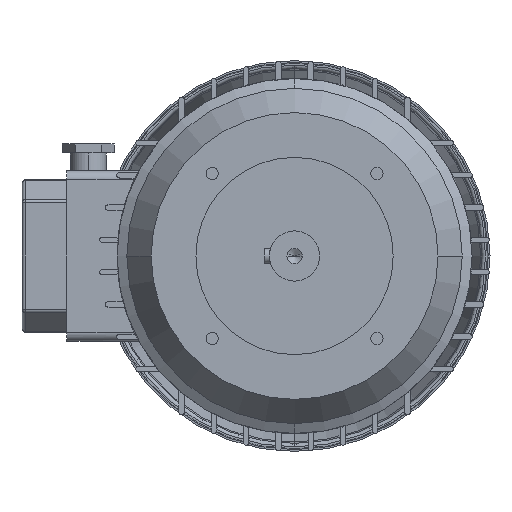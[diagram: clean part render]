
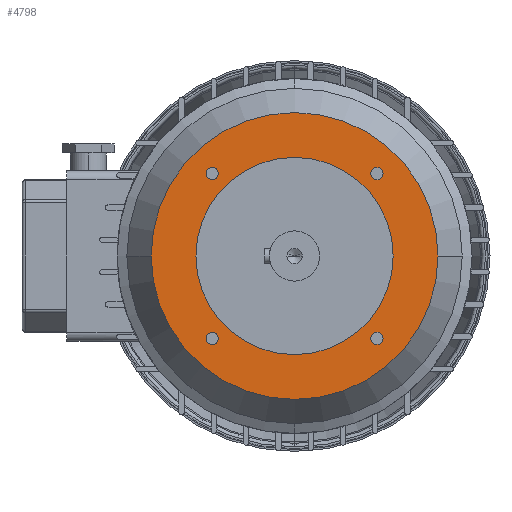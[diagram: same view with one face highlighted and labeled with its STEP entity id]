
A CAD part, left-side view. The second image highlights one B-rep face of the part: STEP entity #4798.
In plain terms, the highlighted face is planar.
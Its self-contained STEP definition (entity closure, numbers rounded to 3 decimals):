
#4618 = VERTEX_POINT ( 'NONE', #13856 ) ;
#4620 = EDGE_CURVE ( 'NONE', #4621, #4618, #13855, .T. ) ;
#4621 = VERTEX_POINT ( 'NONE', #13850 ) ;
#4653 = EDGE_CURVE ( 'NONE', #4682, #4681, #13942, .T. ) ;
#4666 = VERTEX_POINT ( 'NONE', #14008 ) ;
#4668 = EDGE_CURVE ( 'NONE', #4669, #4666, #14007, .T. ) ;
#4669 = VERTEX_POINT ( 'NONE', #14002 ) ;
#4681 = VERTEX_POINT ( 'NONE', #14028 ) ;
#4682 = VERTEX_POINT ( 'NONE', #14027 ) ;
#4683 = VERTEX_POINT ( 'NONE', #14026 ) ;
#4685 = EDGE_CURVE ( 'NONE', #4686, #4683, #14025, .T. ) ;
#4686 = VERTEX_POINT ( 'NONE', #14020 ) ;
#4693 = VERTEX_POINT ( 'NONE', #14047 ) ;
#4694 = VERTEX_POINT ( 'NONE', #14046 ) ;
#4708 = EDGE_CURVE ( 'NONE', #4709, #4710, #14075, .T. ) ;
#4709 = VERTEX_POINT ( 'NONE', #14070 ) ;
#4710 = VERTEX_POINT ( 'NONE', #14069 ) ;
#4776 = EDGE_CURVE ( 'NONE', #4693, #4694, #14238, .T. ) ;
#4777 = EDGE_CURVE ( 'NONE', #4683, #4686, #14279, .T. ) ;
#4779 = EDGE_LOOP ( 'NONE', ( #4780, #4781 ) ) ;
#4780 = ORIENTED_EDGE ( 'NONE', *, *, #4668, .T. ) ;
#4781 = ORIENTED_EDGE ( 'NONE', *, *, #4782, .T. ) ;
#4782 = EDGE_CURVE ( 'NONE', #4666, #4669, #14270, .T. ) ;
#4783 = EDGE_LOOP ( 'NONE', ( #4784, #4785 ) ) ;
#4784 = ORIENTED_EDGE ( 'NONE', *, *, #4653, .T. ) ;
#4785 = ORIENTED_EDGE ( 'NONE', *, *, #4786, .T. ) ;
#4786 = EDGE_CURVE ( 'NONE', #4681, #4682, #14265, .T. ) ;
#4795 = EDGE_CURVE ( 'NONE', #4694, #4693, #14323, .T. ) ;
#4798 = ADVANCED_FACE ( 'NONE', ( #14315, #14314, #14313, #14312, #14311, #14310 ), #14309, .F. ) ;
#4799 = EDGE_LOOP ( 'NONE', ( #4800, #4801 ) ) ;
#4800 = ORIENTED_EDGE ( 'NONE', *, *, #4620, .T. ) ;
#4801 = ORIENTED_EDGE ( 'NONE', *, *, #4849, .T. ) ;
#4835 = EDGE_LOOP ( 'NONE', ( #4837, #4839 ) ) ;
#4837 = ORIENTED_EDGE ( 'NONE', *, *, #4776, .F. ) ;
#4839 = ORIENTED_EDGE ( 'NONE', *, *, #4795, .F. ) ;
#4840 = EDGE_LOOP ( 'NONE', ( #4841, #4843 ) ) ;
#4841 = ORIENTED_EDGE ( 'NONE', *, *, #4842, .T. ) ;
#4842 = EDGE_CURVE ( 'NONE', #4710, #4709, #14429, .T. ) ;
#4843 = ORIENTED_EDGE ( 'NONE', *, *, #4708, .T. ) ;
#4849 = EDGE_CURVE ( 'NONE', #4618, #4621, #14423, .T. ) ;
#4850 = EDGE_LOOP ( 'NONE', ( #4851, #4852 ) ) ;
#4851 = ORIENTED_EDGE ( 'NONE', *, *, #4685, .T. ) ;
#4852 = ORIENTED_EDGE ( 'NONE', *, *, #4777, .T. ) ;
#13850 = CARTESIAN_POINT ( 'NONE',  ( 45.962, 19.5, -42.562 ) ) ;
#13851 = DIRECTION ( 'NONE',  ( 0., 0., -1. ) ) ;
#13852 = DIRECTION ( 'NONE',  ( 0., -1., 0. ) ) ;
#13853 = CARTESIAN_POINT ( 'NONE',  ( 45.962, 19.5, -45.962 ) ) ;
#13854 = AXIS2_PLACEMENT_3D ( 'NONE', #13853, #13852, #13851 ) ;
#13855 = CIRCLE ( 'NONE', #13854, 3.4 ) ;
#13856 = CARTESIAN_POINT ( 'NONE',  ( 45.962, 19.5, -49.362 ) ) ;
#13938 = DIRECTION ( 'NONE',  ( 0., 0., -1. ) ) ;
#13939 = DIRECTION ( 'NONE',  ( 0., -1., 0. ) ) ;
#13940 = CARTESIAN_POINT ( 'NONE',  ( 45.962, 19.5, 45.962 ) ) ;
#13941 = AXIS2_PLACEMENT_3D ( 'NONE', #13940, #13939, #13938 ) ;
#13942 = CIRCLE ( 'NONE', #13941, 3.4 ) ;
#14002 = CARTESIAN_POINT ( 'NONE',  ( -45.962, 19.5, 49.362 ) ) ;
#14003 = DIRECTION ( 'NONE',  ( 0., 0., -1. ) ) ;
#14004 = DIRECTION ( 'NONE',  ( 0., -1., 0. ) ) ;
#14005 = CARTESIAN_POINT ( 'NONE',  ( -45.962, 19.5, 45.962 ) ) ;
#14006 = AXIS2_PLACEMENT_3D ( 'NONE', #14005, #14004, #14003 ) ;
#14007 = CIRCLE ( 'NONE', #14006, 3.4 ) ;
#14008 = CARTESIAN_POINT ( 'NONE',  ( -45.962, 19.5, 42.562 ) ) ;
#14020 = CARTESIAN_POINT ( 'NONE',  ( -45.962, 19.5, -42.562 ) ) ;
#14021 = DIRECTION ( 'NONE',  ( 0., 0., -1. ) ) ;
#14022 = DIRECTION ( 'NONE',  ( 0., -1., 0. ) ) ;
#14023 = CARTESIAN_POINT ( 'NONE',  ( -45.962, 19.5, -45.962 ) ) ;
#14024 = AXIS2_PLACEMENT_3D ( 'NONE', #14023, #14022, #14021 ) ;
#14025 = CIRCLE ( 'NONE', #14024, 3.4 ) ;
#14026 = CARTESIAN_POINT ( 'NONE',  ( -45.962, 19.5, -49.362 ) ) ;
#14027 = CARTESIAN_POINT ( 'NONE',  ( 45.962, 19.5, 49.362 ) ) ;
#14028 = CARTESIAN_POINT ( 'NONE',  ( 45.962, 19.5, 42.562 ) ) ;
#14046 = CARTESIAN_POINT ( 'NONE',  ( 0., 19.5, -55. ) ) ;
#14047 = CARTESIAN_POINT ( 'NONE',  ( 0., 19.5, 55. ) ) ;
#14069 = CARTESIAN_POINT ( 'NONE',  ( 0., 19.5, -80. ) ) ;
#14070 = CARTESIAN_POINT ( 'NONE',  ( 0., 19.5, 80. ) ) ;
#14071 = DIRECTION ( 'NONE',  ( 0., 0., 1. ) ) ;
#14072 = DIRECTION ( 'NONE',  ( 0., 1., 0. ) ) ;
#14073 = CARTESIAN_POINT ( 'NONE',  ( 0., 19.5, 0. ) ) ;
#14074 = AXIS2_PLACEMENT_3D ( 'NONE', #14073, #14072, #14071 ) ;
#14075 = CIRCLE ( 'NONE', #14074, 80. ) ;
#14235 = DIRECTION ( 'NONE',  ( 0., 1., 0. ) ) ;
#14236 = CARTESIAN_POINT ( 'NONE',  ( 0., 19.5, 0. ) ) ;
#14237 = AXIS2_PLACEMENT_3D ( 'NONE', #14236, #14235, #14280 ) ;
#14238 = CIRCLE ( 'NONE', #14237, 55. ) ;
#14239 = CARTESIAN_POINT ( 'NONE',  ( -45.962, 19.5, -45.962 ) ) ;
#14261 = DIRECTION ( 'NONE',  ( 0., 0., -1. ) ) ;
#14262 = DIRECTION ( 'NONE',  ( 0., -1., 0. ) ) ;
#14263 = CARTESIAN_POINT ( 'NONE',  ( 45.962, 19.5, 45.962 ) ) ;
#14264 = AXIS2_PLACEMENT_3D ( 'NONE', #14263, #14262, #14261 ) ;
#14265 = CIRCLE ( 'NONE', #14264, 3.4 ) ;
#14266 = DIRECTION ( 'NONE',  ( 0., 0., -1. ) ) ;
#14267 = DIRECTION ( 'NONE',  ( 0., -1., 0. ) ) ;
#14268 = CARTESIAN_POINT ( 'NONE',  ( -45.962, 19.5, 45.962 ) ) ;
#14269 = AXIS2_PLACEMENT_3D ( 'NONE', #14268, #14267, #14266 ) ;
#14270 = CIRCLE ( 'NONE', #14269, 3.4 ) ;
#14276 = DIRECTION ( 'NONE',  ( 0., 0., -1. ) ) ;
#14277 = DIRECTION ( 'NONE',  ( 0., -1., 0. ) ) ;
#14278 = AXIS2_PLACEMENT_3D ( 'NONE', #14239, #14277, #14276 ) ;
#14279 = CIRCLE ( 'NONE', #14278, 3.4 ) ;
#14280 = DIRECTION ( 'NONE',  ( 0., 0., 1. ) ) ;
#14304 = DIRECTION ( 'NONE',  ( 0., 0., -1. ) ) ;
#14305 = DIRECTION ( 'NONE',  ( 0., -1., 0. ) ) ;
#14306 = CARTESIAN_POINT ( 'NONE',  ( 0., 19.5, -55. ) ) ;
#14308 = AXIS2_PLACEMENT_3D ( 'NONE', #14306, #14305, #14304 ) ;
#14309 = PLANE ( 'NONE',  #14308 ) ;
#14310 = FACE_OUTER_BOUND ( 'NONE', #4840, .T. ) ;
#14311 = FACE_BOUND ( 'NONE', #4835, .T. ) ;
#14312 = FACE_BOUND ( 'NONE', #4783, .T. ) ;
#14313 = FACE_BOUND ( 'NONE', #4779, .T. ) ;
#14314 = FACE_BOUND ( 'NONE', #4850, .T. ) ;
#14315 = FACE_BOUND ( 'NONE', #4799, .T. ) ;
#14316 = DIRECTION ( 'NONE',  ( 0., 0., 1. ) ) ;
#14317 = DIRECTION ( 'NONE',  ( 0., 1., 0. ) ) ;
#14318 = CARTESIAN_POINT ( 'NONE',  ( 0., 19.5, 0. ) ) ;
#14319 = AXIS2_PLACEMENT_3D ( 'NONE', #14318, #14317, #14316 ) ;
#14323 = CIRCLE ( 'NONE', #14319, 55. ) ;
#14415 = DIRECTION ( 'NONE',  ( 0., 0., -1. ) ) ;
#14416 = DIRECTION ( 'NONE',  ( 0., -1., 0. ) ) ;
#14417 = CARTESIAN_POINT ( 'NONE',  ( 45.962, 19.5, -45.962 ) ) ;
#14418 = AXIS2_PLACEMENT_3D ( 'NONE', #14417, #14416, #14415 ) ;
#14423 = CIRCLE ( 'NONE', #14418, 3.4 ) ;
#14425 = DIRECTION ( 'NONE',  ( 0., 0., 1. ) ) ;
#14426 = DIRECTION ( 'NONE',  ( 0., 1., 0. ) ) ;
#14427 = CARTESIAN_POINT ( 'NONE',  ( 0., 19.5, 0. ) ) ;
#14428 = AXIS2_PLACEMENT_3D ( 'NONE', #14427, #14426, #14425 ) ;
#14429 = CIRCLE ( 'NONE', #14428, 80. ) ;
